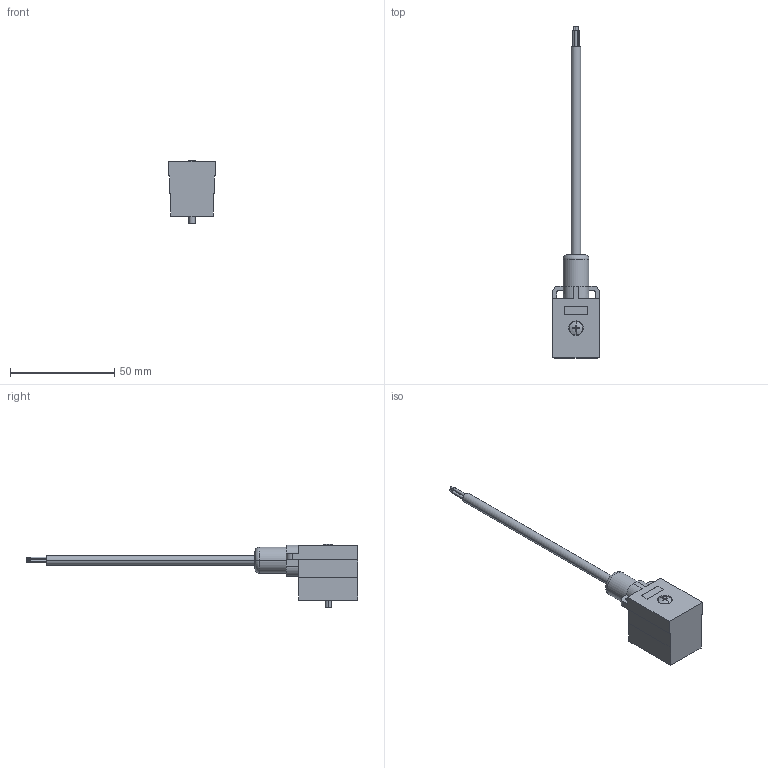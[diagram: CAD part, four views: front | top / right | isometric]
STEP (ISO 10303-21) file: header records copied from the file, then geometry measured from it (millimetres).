
FILE_DESCRIPTION(('HOOPS Exchange Step'),'2;1');
FILE_NAME('export-EC5842CE-9563-41B6-95E9-0EC073B7BE95.stp','2022-01-20T15:26:26+01:00',('Engineering'),('Alibre'),'HOOPS Exchange 2021.0','Alibre','Unknown authorisation');
FILE_SCHEMA( ('AP242_MANAGED_MODEL_BASED_3D_ENGINEERING_MIM_LF {1 0 10303 442 1 1 4 }') );
Length unit declared in the file: millimetre
Products named in the file (2): 5812-1 Actuator cable - SAC-3P- 3,0-PURBI-1L-R-ES - 1401350; 5812 Actuator cable - SAC-3P- 3,0-PURBI-1L-R-ES - 1401350
Assembly tree (1 placements, depth 2):
  5812 Actuator cable - SAC-3P- 3,0-PURBI-1L-R-ES - 1401350
    5812-1 Actuator cable - SAC-3P- 3,0-PURBI-1L-R-ES - 1401350
Bounding box: 22.5 x 159.5 x 30.39 mm (x, y, z)
Volume: 19762.9 mm3; surface area: 6966.3 mm2
Topology: 1 solids, 1 shells, 133 faces, 342 edges, 226 vertices
Faces by surface type: plane 93, cylinder 34, torus 2, sphere 2, cone 2
Entity records: 4193 total; most frequent: DIRECTION 714, CARTESIAN_POINT 706, ORIENTED_EDGE 684, EDGE_CURVE 342, VECTOR 246, LINE 246, AXIS2_PLACEMENT_3D 234, VERTEX_POINT 226
